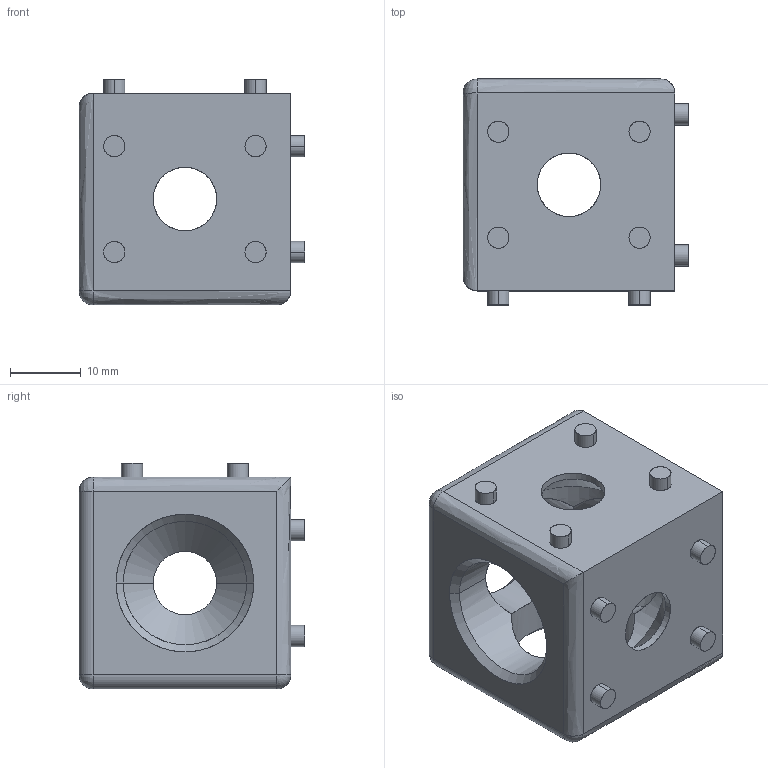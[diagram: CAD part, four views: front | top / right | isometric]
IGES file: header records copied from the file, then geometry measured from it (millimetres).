
Start section: SolidWorks IGES file using analytic representation for surfaces
Global section: file name: ALF-SC30TT.igs; native system: SolidWorks 2022; preprocessor: SolidWorks 2022; author: kb; date: 240813.142536; units: millimetre
Bounding box: 32 x 32 x 32 mm (x, y, z)
Surface area: 6704.2 mm2 (no closed solid volume)
Topology: 0 solids, 0 shells, 85 faces, 1462 edges, 1458 vertices
Faces by surface type: revolution 67, bspline 18
